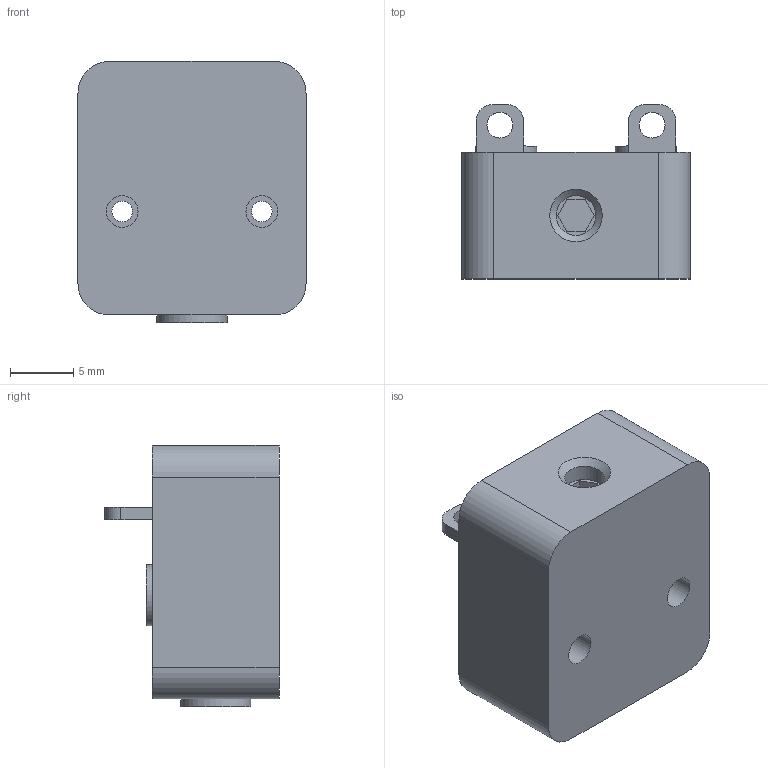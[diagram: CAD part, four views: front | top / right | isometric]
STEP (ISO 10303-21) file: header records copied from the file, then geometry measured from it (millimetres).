
FILE_DESCRIPTION(/* description */ (''),/* implementation_level */ '2;1');
FILE_NAME(/* name */ 'M3 PUPPY reference cad v3.step',/* time_stamp */ '2025-07-02T05:47:17-04:00',/* author */ (''),/* organization */ (''),/* preprocessor_version */ 'ST-DEVELOPER v20.1',/* originating_system */ 'Autodesk Translation Framework v14.10.0.0',/* authorisation */ '');
FILE_SCHEMA (('AUTOMOTIVE_DESIGN { 1 0 10303 214 3 1 1 }'));
Length unit declared in the file: inch
Products named in the file (1): M3 PUPPY reference cad
Bounding box: 18 x 13.75 x 20.6 mm (x, y, z)
Volume: 3489.8 mm3; surface area: 1688.2 mm2
Topology: 1 solids, 1 shells, 50 faces, 113 edges, 75 vertices
Faces by surface type: plane 30, cylinder 19, cone 1
Full cylindrical faces by diameter (mm): 1.623 x2, 2.032 x2, 2.499 x2, 2.529 x1, 3.132 x1, 4.8 x2, 5.53 x1
Entity records: 1502 total; most frequent: DIRECTION 254, CARTESIAN_POINT 239, ORIENTED_EDGE 226, EDGE_CURVE 113, AXIS2_PLACEMENT_3D 90, VERTEX_POINT 75, LINE 74, VECTOR 74
